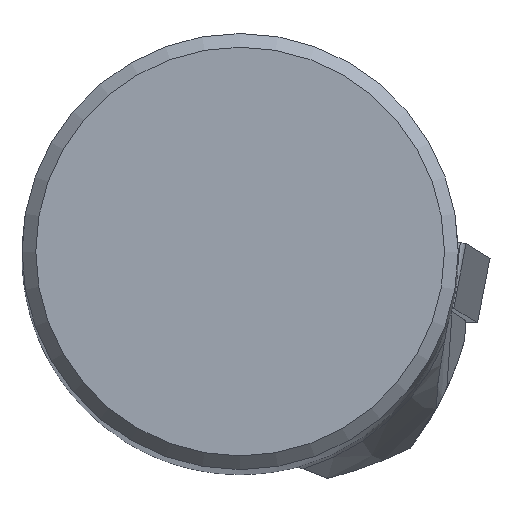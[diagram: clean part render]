
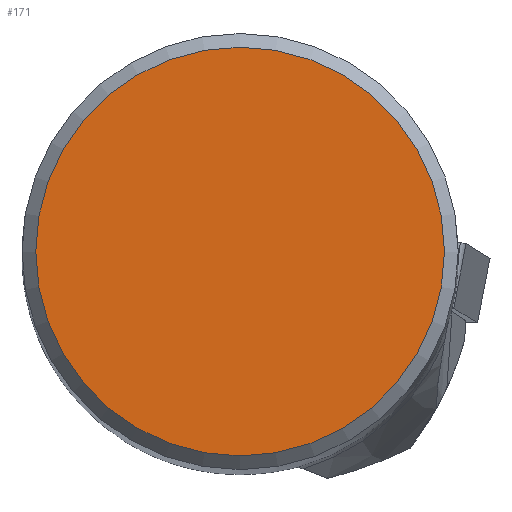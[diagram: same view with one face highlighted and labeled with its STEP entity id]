
A CAD part, top view. The second image highlights one B-rep face of the part: STEP entity #171.
In plain terms, the highlighted planar face has unit normal (0, 0, 1).
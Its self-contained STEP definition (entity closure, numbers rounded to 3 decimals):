
#171=ADVANCED_FACE('',(#229),#206,.F.);
#206=PLANE('',#843);
#229=FACE_OUTER_BOUND('',#259,.T.);
#259=EDGE_LOOP('',(#413));
#321=CIRCLE('',#842,7.438);
#413=ORIENTED_EDGE('',*,*,#633,.F.);
#557=VERTEX_POINT('',#1301);
#633=EDGE_CURVE('',#557,#557,#321,.T.);
#842=AXIS2_PLACEMENT_3D('',#1300,#983,#984);
#843=AXIS2_PLACEMENT_3D('',#1302,#985,#986);
#983=DIRECTION('',(0.,0.,-1.));
#984=DIRECTION('',(0.,-1.,0.));
#985=DIRECTION('',(0.,0.,-1.));
#986=DIRECTION('',(0.,-1.,0.));
#1300=CARTESIAN_POINT('',(0.,0.,0.));
#1301=CARTESIAN_POINT('',(0.,-7.438,0.));
#1302=CARTESIAN_POINT('',(0.,0.,0.));
